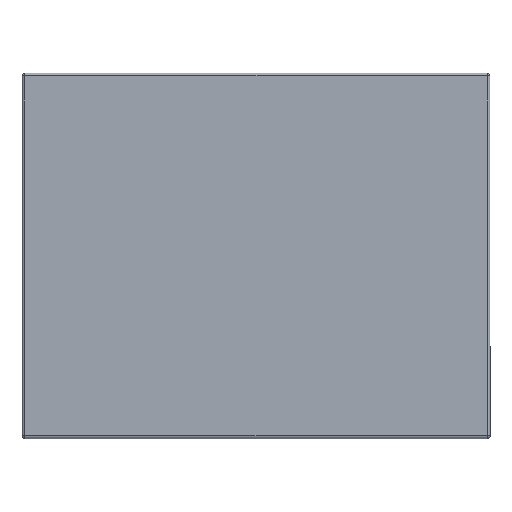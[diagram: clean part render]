
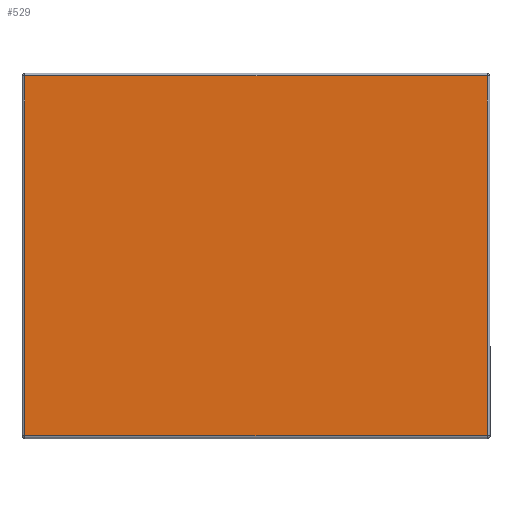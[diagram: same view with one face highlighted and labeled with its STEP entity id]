
A CAD part, top view. The second image highlights one B-rep face of the part: STEP entity #529.
In plain terms, the highlighted planar face has unit normal (0, 0, 1).
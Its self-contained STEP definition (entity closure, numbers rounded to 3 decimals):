
#25=PLANE('',#566);
#44=LINE('',#761,#68);
#45=LINE('',#764,#69);
#46=LINE('',#766,#70);
#47=LINE('',#768,#71);
#68=VECTOR('',#634,1000.);
#69=VECTOR('',#635,1000.);
#70=VECTOR('',#636,1000.);
#71=VECTOR('',#637,1000.);
#97=ORIENTED_EDGE('',*,*,#192,.F.);
#98=ORIENTED_EDGE('',*,*,#193,.T.);
#99=ORIENTED_EDGE('',*,*,#194,.F.);
#100=ORIENTED_EDGE('',*,*,#195,.F.);
#192=EDGE_CURVE('',#238,#239,#44,.T.);
#193=EDGE_CURVE('',#238,#240,#45,.T.);
#194=EDGE_CURVE('',#241,#240,#46,.T.);
#195=EDGE_CURVE('',#239,#241,#47,.T.);
#238=VERTEX_POINT('',#762);
#239=VERTEX_POINT('',#763);
#240=VERTEX_POINT('',#765);
#241=VERTEX_POINT('',#767);
#281=EDGE_LOOP('',(#97,#98,#99,#100));
#307=FACE_BOUND('',#281,.T.);
#529=ADVANCED_FACE('',(#307),#25,.F.);
#566=AXIS2_PLACEMENT_3D('',#760,#632,#633);
#632=DIRECTION('',(0.,0.,-1.));
#633=DIRECTION('',(-1.,0.,0.));
#634=DIRECTION('',(-1.,0.,0.));
#635=DIRECTION('',(0.,1.,0.));
#636=DIRECTION('',(1.,0.,0.));
#637=DIRECTION('',(0.,1.,0.));
#760=CARTESIAN_POINT('',(1.25,-1.6,0.65));
#761=CARTESIAN_POINT('',(1.25,-1.58,0.65));
#762=CARTESIAN_POINT('',(1.23,-1.58,0.65));
#763=CARTESIAN_POINT('',(-1.23,-1.58,0.65));
#764=CARTESIAN_POINT('',(1.23,-1.6,0.65));
#765=CARTESIAN_POINT('',(1.23,1.58,0.65));
#766=CARTESIAN_POINT('',(-1.25,1.58,0.65));
#767=CARTESIAN_POINT('',(-1.23,1.58,0.65));
#768=CARTESIAN_POINT('',(-1.23,-1.6,0.65));
